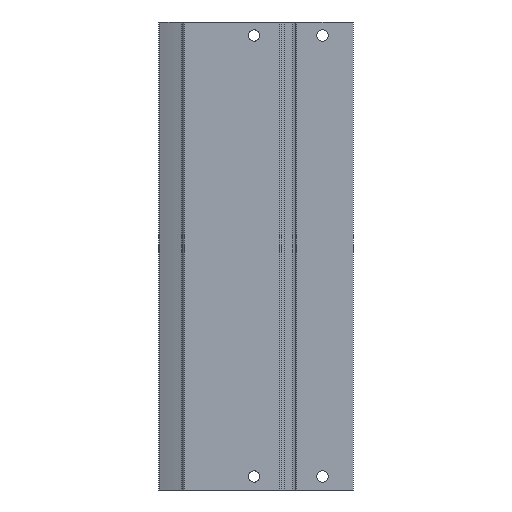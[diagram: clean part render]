
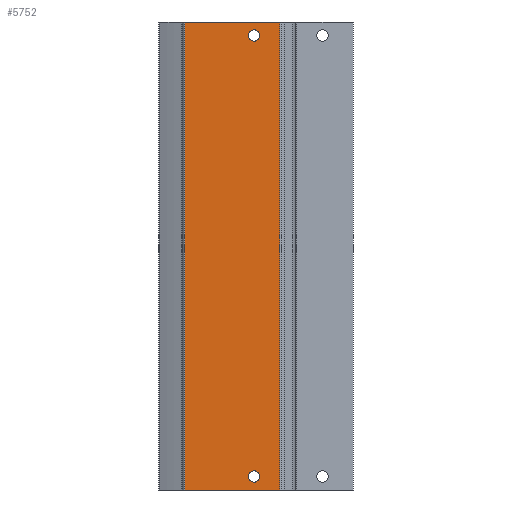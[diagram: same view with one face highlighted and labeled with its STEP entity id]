
A CAD part, front view. The second image highlights one B-rep face of the part: STEP entity #5752.
In plain terms, the highlighted planar face has unit normal (0, -1, 0).
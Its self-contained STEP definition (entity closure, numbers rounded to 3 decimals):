
#267=PLANE('',#6215);
#457=CIRCLE('',#6216,3.15);
#458=CIRCLE('',#6217,3.15);
#879=ORIENTED_EDGE('',*,*,#2369,.F.);
#880=ORIENTED_EDGE('',*,*,#2370,.F.);
#881=ORIENTED_EDGE('',*,*,#2371,.F.);
#882=ORIENTED_EDGE('',*,*,#2368,.F.);
#883=ORIENTED_EDGE('',*,*,#2372,.T.);
#884=ORIENTED_EDGE('',*,*,#2373,.T.);
#2368=EDGE_CURVE('',#3110,#3109,#3657,.T.);
#2369=EDGE_CURVE('',#3111,#3111,#457,.T.);
#2370=EDGE_CURVE('',#3112,#3112,#458,.T.);
#2371=EDGE_CURVE('',#3109,#3113,#3658,.T.);
#2372=EDGE_CURVE('',#3110,#3114,#3659,.T.);
#2373=EDGE_CURVE('',#3114,#3113,#3660,.T.);
#3109=VERTEX_POINT('',#9205);
#3110=VERTEX_POINT('',#9207);
#3111=VERTEX_POINT('',#9211);
#3112=VERTEX_POINT('',#9213);
#3113=VERTEX_POINT('',#9215);
#3114=VERTEX_POINT('',#9217);
#3657=LINE('',#9208,#4036);
#3658=LINE('',#9214,#4037);
#3659=LINE('',#9216,#4038);
#3660=LINE('',#9218,#4039);
#4036=VECTOR('',#6999,1000.);
#4037=VECTOR('',#7006,1000.);
#4038=VECTOR('',#7007,1000.);
#4039=VECTOR('',#7008,1000.);
#4424=EDGE_LOOP('',(#879));
#4425=EDGE_LOOP('',(#880));
#4426=EDGE_LOOP('',(#881,#882,#883,#884));
#5033=FACE_BOUND('',#4424,.T.);
#5034=FACE_BOUND('',#4425,.T.);
#5035=FACE_BOUND('',#4426,.T.);
#5752=ADVANCED_FACE('',(#5033,#5034,#5035),#267,.T.);
#6215=AXIS2_PLACEMENT_3D('',#9209,#7000,#7001);
#6216=AXIS2_PLACEMENT_3D('',#9210,#7002,#7003);
#6217=AXIS2_PLACEMENT_3D('',#9212,#7004,#7005);
#6999=DIRECTION('',(0.,0.,1.));
#7000=DIRECTION('',(0.,-1.,0.));
#7001=DIRECTION('',(0.,0.,-1.));
#7002=DIRECTION('',(0.,-1.,0.));
#7003=DIRECTION('',(0.,0.,-1.));
#7004=DIRECTION('',(0.,-1.,0.));
#7005=DIRECTION('',(0.,0.,-1.));
#7006=DIRECTION('',(1.,0.,0.));
#7007=DIRECTION('',(1.,0.,0.));
#7008=DIRECTION('',(0.,0.,1.));
#9205=CARTESIAN_POINT('',(-57.5,0.,0.));
#9207=CARTESIAN_POINT('',(-57.5,0.,-260.));
#9208=CARTESIAN_POINT('',(-57.5,0.,-260.));
#9209=CARTESIAN_POINT('',(-57.5,0.,-260.));
#9210=CARTESIAN_POINT('',(-19.,0.,-252.5));
#9211=CARTESIAN_POINT('',(-19.,0.,-255.65));
#9212=CARTESIAN_POINT('',(-19.,0.,-7.5));
#9213=CARTESIAN_POINT('',(-19.,0.,-10.65));
#9214=CARTESIAN_POINT('',(-57.5,0.,0.));
#9215=CARTESIAN_POINT('',(-4.7,0.,0.));
#9216=CARTESIAN_POINT('',(-57.5,0.,-260.));
#9217=CARTESIAN_POINT('',(-4.7,0.,-260.));
#9218=CARTESIAN_POINT('',(-4.7,0.,-260.));
